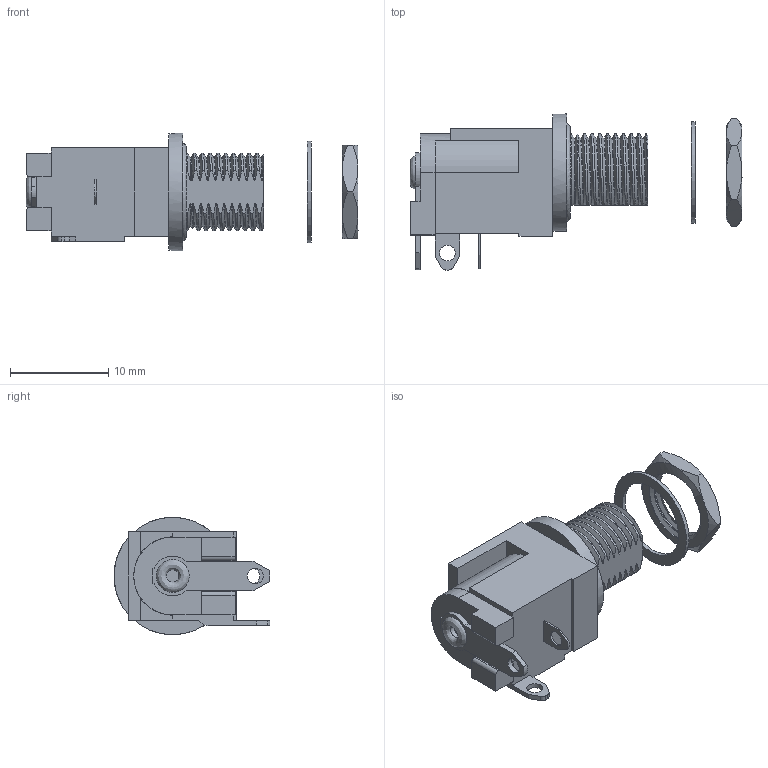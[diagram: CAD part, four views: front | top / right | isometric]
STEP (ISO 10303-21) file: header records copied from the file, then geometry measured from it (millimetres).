
FILE_DESCRIPTION (( 'STEP AP214' ), '1' );
FILE_NAME ('RAPC10S.STEP', '2014-02-17T18:47:54', ( 'Admin_Kehl' ), ( '' ), 'SwSTEP 2.0', 'SolidWorks 2012', '' );
FILE_SCHEMA (( 'AUTOMOTIVE_DESIGN' ));
Length unit declared in the file: inch
Products named in the file (1): RAPC10S
Bounding box: 33.78 x 15.87 x 11.94 mm (x, y, z)
Volume: 1344.2 mm3; surface area: 2106.7 mm2
Topology: 4 solids, 5 shells, 252 faces, 680 edges, 444 vertices
Faces by surface type: plane 128, bspline 54, cylinder 52, cone 18
Full cylindrical faces by diameter (mm): 1.27 x1, 1.575 x1, 1.6 x3, 1.93 x1, 3.505 x1, 5.791 x1, 6.299 x1, 7.874 x1, 8.052 x1, 10.338 x1, 10.668 x1, 11.938 x1
Entity records: 19993 total; most frequent: CARTESIAN_POINT 11017, ORIENTED_EDGE 1304, DIRECTION 930, EDGE_CURVE 652, VERTEX_POINT 436, LINE 344, VECTOR 344, AXIS2_PLACEMENT_3D 293
